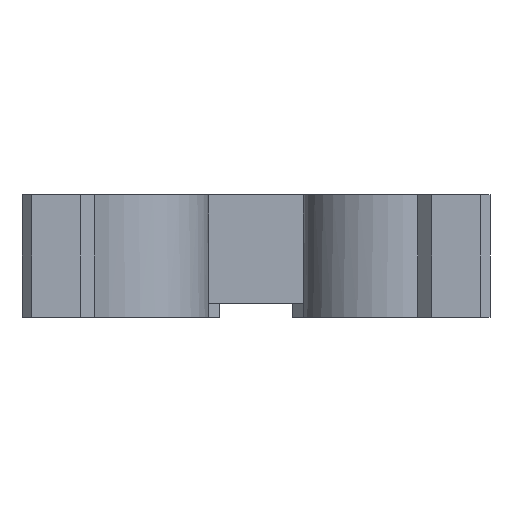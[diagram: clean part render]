
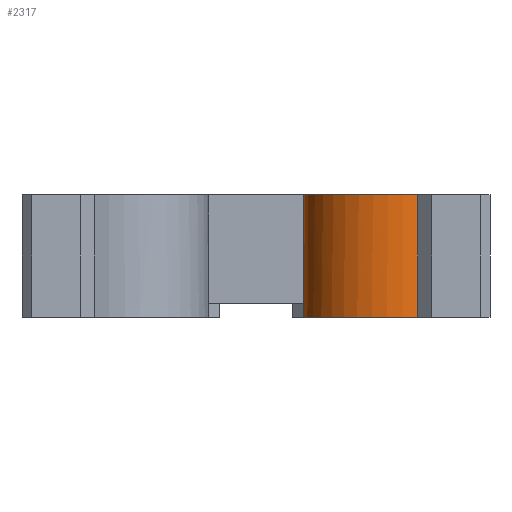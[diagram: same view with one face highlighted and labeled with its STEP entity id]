
A CAD part, left-side view. The second image highlights one B-rep face of the part: STEP entity #2317.
In plain terms, the highlighted cylindrical face has radius 11.02 mm (diameter 22.04 mm), a partial arc.
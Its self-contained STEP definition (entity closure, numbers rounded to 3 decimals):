
#32 = PLANE('',#33);
#33 = AXIS2_PLACEMENT_3D('',#34,#35,#36);
#34 = CARTESIAN_POINT('',(0.,0.,0.));
#35 = DIRECTION('',(0.,0.,1.));
#36 = DIRECTION('',(1.,0.,0.));
#886 = VERTEX_POINT('',#887);
#887 = CARTESIAN_POINT('',(8.672,6.8,0.));
#901 = PLANE('',#902);
#902 = AXIS2_PLACEMENT_3D('',#903,#904,#905);
#903 = CARTESIAN_POINT('',(138.79,6.8,0.));
#904 = DIRECTION('',(0.,-1.,0.));
#905 = DIRECTION('',(-1.,0.,0.));
#913 = EDGE_CURVE('',#886,#914,#916,.T.);
#914 = VERTEX_POINT('',#915);
#915 = CARTESIAN_POINT('',(-10.598,-3.02,0.));
#916 = SURFACE_CURVE('',#917,(#922,#929),.PCURVE_S1.);
#917 = CIRCLE('',#918,11.02);
#918 = AXIS2_PLACEMENT_3D('',#919,#920,#921);
#919 = CARTESIAN_POINT('',(0.,0.,0.));
#920 = DIRECTION('',(0.,0.,1.));
#921 = DIRECTION('',(1.,0.,0.));
#922 = PCURVE('',#32,#923);
#923 = DEFINITIONAL_REPRESENTATION('',(#924),#928);
#924 = CIRCLE('',#925,11.02);
#925 = AXIS2_PLACEMENT_2D('',#926,#927);
#926 = CARTESIAN_POINT('',(0.,0.));
#927 = DIRECTION('',(1.,0.));
#928 = ( GEOMETRIC_REPRESENTATION_CONTEXT(2) 
PARAMETRIC_REPRESENTATION_CONTEXT() REPRESENTATION_CONTEXT('2D SPACE',''
  ) );
#929 = PCURVE('',#930,#935);
#930 = CYLINDRICAL_SURFACE('',#931,11.02);
#931 = AXIS2_PLACEMENT_3D('',#932,#933,#934);
#932 = CARTESIAN_POINT('',(0.,0.,0.));
#933 = DIRECTION('',(-0.,-0.,-1.));
#934 = DIRECTION('',(1.,0.,0.));
#935 = DEFINITIONAL_REPRESENTATION('',(#936),#940);
#936 = LINE('',#937,#938);
#937 = CARTESIAN_POINT('',(-0.,0.));
#938 = VECTOR('',#939,1.);
#939 = DIRECTION('',(-1.,0.));
#940 = ( GEOMETRIC_REPRESENTATION_CONTEXT(2) 
PARAMETRIC_REPRESENTATION_CONTEXT() REPRESENTATION_CONTEXT('2D SPACE',''
  ) );
#958 = PLANE('',#959);
#959 = AXIS2_PLACEMENT_3D('',#960,#961,#962);
#960 = CARTESIAN_POINT('',(-5.3,-3.02,0.));
#961 = DIRECTION('',(0.,-1.,0.));
#962 = DIRECTION('',(-1.,0.,0.));
#1904 = PLANE('',#1905);
#1905 = AXIS2_PLACEMENT_3D('',#1906,#1907,#1908);
#1906 = CARTESIAN_POINT('',(67.09,0.,15.));
#1907 = DIRECTION('',(0.,0.,1.));
#1908 = DIRECTION('',(1.,0.,0.));
#2275 = EDGE_CURVE('',#2276,#914,#2278,.T.);
#2276 = VERTEX_POINT('',#2277);
#2277 = CARTESIAN_POINT('',(-10.598,-3.02,15.));
#2278 = SURFACE_CURVE('',#2279,(#2283,#2289),.PCURVE_S1.);
#2279 = LINE('',#2280,#2281);
#2280 = CARTESIAN_POINT('',(-10.598,-3.02,0.));
#2281 = VECTOR('',#2282,1.);
#2282 = DIRECTION('',(-0.,-0.,-1.));
#2283 = PCURVE('',#958,#2284);
#2284 = DEFINITIONAL_REPRESENTATION('',(#2285),#2288);
#2285 = B_SPLINE_CURVE_WITH_KNOTS('',1,(#2286,#2287),.UNSPECIFIED.,.F.,
  .F.,(2,2),(-15.,0.),.PIECEWISE_BEZIER_KNOTS.);
#2286 = CARTESIAN_POINT('',(5.298,-15.));
#2287 = CARTESIAN_POINT('',(5.298,0.));
#2288 = ( GEOMETRIC_REPRESENTATION_CONTEXT(2) 
PARAMETRIC_REPRESENTATION_CONTEXT() REPRESENTATION_CONTEXT('2D SPACE',''
  ) );
#2289 = PCURVE('',#930,#2290);
#2290 = DEFINITIONAL_REPRESENTATION('',(#2291),#2294);
#2291 = B_SPLINE_CURVE_WITH_KNOTS('',1,(#2292,#2293),.UNSPECIFIED.,.F.,
  .F.,(2,2),(-15.,0.),.PIECEWISE_BEZIER_KNOTS.);
#2292 = CARTESIAN_POINT('',(-3.419,-15.));
#2293 = CARTESIAN_POINT('',(-3.419,0.));
#2294 = ( GEOMETRIC_REPRESENTATION_CONTEXT(2) 
PARAMETRIC_REPRESENTATION_CONTEXT() REPRESENTATION_CONTEXT('2D SPACE',''
  ) );
#2317 = ADVANCED_FACE('',(#2318),#930,.T.);
#2318 = FACE_BOUND('',#2319,.F.);
#2319 = EDGE_LOOP('',(#2320,#2321,#2342,#2366,#2392,#2425,#2451,#2473));
#2320 = ORIENTED_EDGE('',*,*,#913,.F.);
#2321 = ORIENTED_EDGE('',*,*,#2322,.F.);
#2322 = EDGE_CURVE('',#2323,#886,#2325,.T.);
#2323 = VERTEX_POINT('',#2324);
#2324 = CARTESIAN_POINT('',(8.672,6.8,15.));
#2325 = SURFACE_CURVE('',#2326,(#2330,#2336),.PCURVE_S1.);
#2326 = LINE('',#2327,#2328);
#2327 = CARTESIAN_POINT('',(8.672,6.8,0.));
#2328 = VECTOR('',#2329,1.);
#2329 = DIRECTION('',(-0.,-0.,-1.));
#2330 = PCURVE('',#930,#2331);
#2331 = DEFINITIONAL_REPRESENTATION('',(#2332),#2335);
#2332 = B_SPLINE_CURVE_WITH_KNOTS('',1,(#2333,#2334),.UNSPECIFIED.,.F.,
  .F.,(2,2),(-15.,0.),.PIECEWISE_BEZIER_KNOTS.);
#2333 = CARTESIAN_POINT('',(-0.665,-15.));
#2334 = CARTESIAN_POINT('',(-0.665,0.));
#2335 = ( GEOMETRIC_REPRESENTATION_CONTEXT(2) 
PARAMETRIC_REPRESENTATION_CONTEXT() REPRESENTATION_CONTEXT('2D SPACE',''
  ) );
#2336 = PCURVE('',#901,#2337);
#2337 = DEFINITIONAL_REPRESENTATION('',(#2338),#2341);
#2338 = B_SPLINE_CURVE_WITH_KNOTS('',1,(#2339,#2340),.UNSPECIFIED.,.F.,
  .F.,(2,2),(-15.,0.),.PIECEWISE_BEZIER_KNOTS.);
#2339 = CARTESIAN_POINT('',(130.118,-15.));
#2340 = CARTESIAN_POINT('',(130.118,0.));
#2341 = ( GEOMETRIC_REPRESENTATION_CONTEXT(2) 
PARAMETRIC_REPRESENTATION_CONTEXT() REPRESENTATION_CONTEXT('2D SPACE',''
  ) );
#2342 = ORIENTED_EDGE('',*,*,#2343,.T.);
#2343 = EDGE_CURVE('',#2323,#2344,#2346,.T.);
#2344 = VERTEX_POINT('',#2345);
#2345 = CARTESIAN_POINT('',(1.7,10.888,15.));
#2346 = SURFACE_CURVE('',#2347,(#2352,#2359),.PCURVE_S1.);
#2347 = CIRCLE('',#2348,11.02);
#2348 = AXIS2_PLACEMENT_3D('',#2349,#2350,#2351);
#2349 = CARTESIAN_POINT('',(0.,0.,15.));
#2350 = DIRECTION('',(0.,0.,1.));
#2351 = DIRECTION('',(1.,0.,0.));
#2352 = PCURVE('',#930,#2353);
#2353 = DEFINITIONAL_REPRESENTATION('',(#2354),#2358);
#2354 = LINE('',#2355,#2356);
#2355 = CARTESIAN_POINT('',(-0.,-15.));
#2356 = VECTOR('',#2357,1.);
#2357 = DIRECTION('',(-1.,0.));
#2358 = ( GEOMETRIC_REPRESENTATION_CONTEXT(2) 
PARAMETRIC_REPRESENTATION_CONTEXT() REPRESENTATION_CONTEXT('2D SPACE',''
  ) );
#2359 = PCURVE('',#1904,#2360);
#2360 = DEFINITIONAL_REPRESENTATION('',(#2361),#2365);
#2361 = CIRCLE('',#2362,11.02);
#2362 = AXIS2_PLACEMENT_2D('',#2363,#2364);
#2363 = CARTESIAN_POINT('',(-67.09,0.));
#2364 = DIRECTION('',(1.,0.));
#2365 = ( GEOMETRIC_REPRESENTATION_CONTEXT(2) 
PARAMETRIC_REPRESENTATION_CONTEXT() REPRESENTATION_CONTEXT('2D SPACE',''
  ) );
#2366 = ORIENTED_EDGE('',*,*,#2367,.T.);
#2367 = EDGE_CURVE('',#2344,#2368,#2370,.T.);
#2368 = VERTEX_POINT('',#2369);
#2369 = CARTESIAN_POINT('',(1.7,10.888,1.7));
#2370 = SURFACE_CURVE('',#2371,(#2375,#2381),.PCURVE_S1.);
#2371 = LINE('',#2372,#2373);
#2372 = CARTESIAN_POINT('',(1.7,10.888,0.));
#2373 = VECTOR('',#2374,1.);
#2374 = DIRECTION('',(-0.,-0.,-1.));
#2375 = PCURVE('',#930,#2376);
#2376 = DEFINITIONAL_REPRESENTATION('',(#2377),#2380);
#2377 = B_SPLINE_CURVE_WITH_KNOTS('',1,(#2378,#2379),.UNSPECIFIED.,.F.,
  .F.,(2,2),(-15.,-0.37),.PIECEWISE_BEZIER_KNOTS.);
#2378 = CARTESIAN_POINT('',(-1.416,-15.));
#2379 = CARTESIAN_POINT('',(-1.416,-0.37));
#2380 = ( GEOMETRIC_REPRESENTATION_CONTEXT(2) 
PARAMETRIC_REPRESENTATION_CONTEXT() REPRESENTATION_CONTEXT('2D SPACE',''
  ) );
#2381 = PCURVE('',#2382,#2387);
#2382 = PLANE('',#2383);
#2383 = AXIS2_PLACEMENT_3D('',#2384,#2385,#2386);
#2384 = CARTESIAN_POINT('',(1.7,10.07,1.7));
#2385 = DIRECTION('',(-1.,0.,0.));
#2386 = DIRECTION('',(0.,1.,0.));
#2387 = DEFINITIONAL_REPRESENTATION('',(#2388),#2391);
#2388 = B_SPLINE_CURVE_WITH_KNOTS('',1,(#2389,#2390),.UNSPECIFIED.,.F.,
  .F.,(2,2),(-15.,-0.37),.PIECEWISE_BEZIER_KNOTS.);
#2389 = CARTESIAN_POINT('',(0.818,-13.3));
#2390 = CARTESIAN_POINT('',(0.818,1.33));
#2391 = ( GEOMETRIC_REPRESENTATION_CONTEXT(2) 
PARAMETRIC_REPRESENTATION_CONTEXT() REPRESENTATION_CONTEXT('2D SPACE',''
  ) );
#2392 = ORIENTED_EDGE('',*,*,#2393,.F.);
#2393 = EDGE_CURVE('',#2394,#2368,#2396,.T.);
#2394 = VERTEX_POINT('',#2395);
#2395 = CARTESIAN_POINT('',(0.,11.02,1.7));
#2396 = SURFACE_CURVE('',#2397,(#2402,#2409),.PCURVE_S1.);
#2397 = CIRCLE('',#2398,11.02);
#2398 = AXIS2_PLACEMENT_3D('',#2399,#2400,#2401);
#2399 = CARTESIAN_POINT('',(0.,0.,1.7));
#2400 = DIRECTION('',(0.,0.,-1.));
#2401 = DIRECTION('',(1.,0.,0.));
#2402 = PCURVE('',#930,#2403);
#2403 = DEFINITIONAL_REPRESENTATION('',(#2404),#2408);
#2404 = LINE('',#2405,#2406);
#2405 = CARTESIAN_POINT('',(-6.283,-1.7));
#2406 = VECTOR('',#2407,1.);
#2407 = DIRECTION('',(1.,-0.));
#2408 = ( GEOMETRIC_REPRESENTATION_CONTEXT(2) 
PARAMETRIC_REPRESENTATION_CONTEXT() REPRESENTATION_CONTEXT('2D SPACE',''
  ) );
#2409 = PCURVE('',#2410,#2415);
#2410 = PLANE('',#2411);
#2411 = AXIS2_PLACEMENT_3D('',#2412,#2413,#2414);
#2412 = CARTESIAN_POINT('',(0.85,16.85,1.7));
#2413 = DIRECTION('',(0.,0.,1.));
#2414 = DIRECTION('',(1.,0.,0.));
#2415 = DEFINITIONAL_REPRESENTATION('',(#2416),#2424);
#2416 = ( BOUNDED_CURVE() B_SPLINE_CURVE(2,(#2417,#2418,#2419,#2420,
#2421,#2422,#2423),.UNSPECIFIED.,.T.,.F.) B_SPLINE_CURVE_WITH_KNOTS((1,2
    ,2,2,2,1),(-2.094,0.,2.094,4.189,
6.283,8.378),.UNSPECIFIED.) CURVE() 
GEOMETRIC_REPRESENTATION_ITEM() RATIONAL_B_SPLINE_CURVE((1.,0.5,1.,0.5,
1.,0.5,1.)) REPRESENTATION_ITEM('') );
#2417 = CARTESIAN_POINT('',(10.17,-16.85));
#2418 = CARTESIAN_POINT('',(10.17,-35.937));
#2419 = CARTESIAN_POINT('',(-6.36,-26.394));
#2420 = CARTESIAN_POINT('',(-22.89,-16.85));
#2421 = CARTESIAN_POINT('',(-6.36,-7.306));
#2422 = CARTESIAN_POINT('',(10.17,2.237));
#2423 = CARTESIAN_POINT('',(10.17,-16.85));
#2424 = ( GEOMETRIC_REPRESENTATION_CONTEXT(2) 
PARAMETRIC_REPRESENTATION_CONTEXT() REPRESENTATION_CONTEXT('2D SPACE',''
  ) );
#2425 = ORIENTED_EDGE('',*,*,#2426,.F.);
#2426 = EDGE_CURVE('',#2427,#2394,#2429,.T.);
#2427 = VERTEX_POINT('',#2428);
#2428 = CARTESIAN_POINT('',(0.,11.02,15.));
#2429 = SURFACE_CURVE('',#2430,(#2434,#2440),.PCURVE_S1.);
#2430 = LINE('',#2431,#2432);
#2431 = CARTESIAN_POINT('',(0.,11.02,0.));
#2432 = VECTOR('',#2433,1.);
#2433 = DIRECTION('',(-0.,-0.,-1.));
#2434 = PCURVE('',#930,#2435);
#2435 = DEFINITIONAL_REPRESENTATION('',(#2436),#2439);
#2436 = B_SPLINE_CURVE_WITH_KNOTS('',1,(#2437,#2438),.UNSPECIFIED.,.F.,
  .F.,(2,2),(-15.,-0.37),.PIECEWISE_BEZIER_KNOTS.);
#2437 = CARTESIAN_POINT('',(-1.571,-15.));
#2438 = CARTESIAN_POINT('',(-1.571,-0.37));
#2439 = ( GEOMETRIC_REPRESENTATION_CONTEXT(2) 
PARAMETRIC_REPRESENTATION_CONTEXT() REPRESENTATION_CONTEXT('2D SPACE',''
  ) );
#2440 = PCURVE('',#2441,#2446);
#2441 = PLANE('',#2442);
#2442 = AXIS2_PLACEMENT_3D('',#2443,#2444,#2445);
#2443 = CARTESIAN_POINT('',(0.,23.63,1.7));
#2444 = DIRECTION('',(1.,0.,0.));
#2445 = DIRECTION('',(0.,-1.,0.));
#2446 = DEFINITIONAL_REPRESENTATION('',(#2447),#2450);
#2447 = B_SPLINE_CURVE_WITH_KNOTS('',1,(#2448,#2449),.UNSPECIFIED.,.F.,
  .F.,(2,2),(-15.,-0.37),.PIECEWISE_BEZIER_KNOTS.);
#2448 = CARTESIAN_POINT('',(12.61,-13.3));
#2449 = CARTESIAN_POINT('',(12.61,1.33));
#2450 = ( GEOMETRIC_REPRESENTATION_CONTEXT(2) 
PARAMETRIC_REPRESENTATION_CONTEXT() REPRESENTATION_CONTEXT('2D SPACE',''
  ) );
#2451 = ORIENTED_EDGE('',*,*,#2452,.T.);
#2452 = EDGE_CURVE('',#2427,#2276,#2453,.T.);
#2453 = SURFACE_CURVE('',#2454,(#2459,#2466),.PCURVE_S1.);
#2454 = CIRCLE('',#2455,11.02);
#2455 = AXIS2_PLACEMENT_3D('',#2456,#2457,#2458);
#2456 = CARTESIAN_POINT('',(0.,0.,15.));
#2457 = DIRECTION('',(0.,0.,1.));
#2458 = DIRECTION('',(1.,0.,0.));
#2459 = PCURVE('',#930,#2460);
#2460 = DEFINITIONAL_REPRESENTATION('',(#2461),#2465);
#2461 = LINE('',#2462,#2463);
#2462 = CARTESIAN_POINT('',(-0.,-15.));
#2463 = VECTOR('',#2464,1.);
#2464 = DIRECTION('',(-1.,0.));
#2465 = ( GEOMETRIC_REPRESENTATION_CONTEXT(2) 
PARAMETRIC_REPRESENTATION_CONTEXT() REPRESENTATION_CONTEXT('2D SPACE',''
  ) );
#2466 = PCURVE('',#1904,#2467);
#2467 = DEFINITIONAL_REPRESENTATION('',(#2468),#2472);
#2468 = CIRCLE('',#2469,11.02);
#2469 = AXIS2_PLACEMENT_2D('',#2470,#2471);
#2470 = CARTESIAN_POINT('',(-67.09,0.));
#2471 = DIRECTION('',(1.,0.));
#2472 = ( GEOMETRIC_REPRESENTATION_CONTEXT(2) 
PARAMETRIC_REPRESENTATION_CONTEXT() REPRESENTATION_CONTEXT('2D SPACE',''
  ) );
#2473 = ORIENTED_EDGE('',*,*,#2275,.T.);
